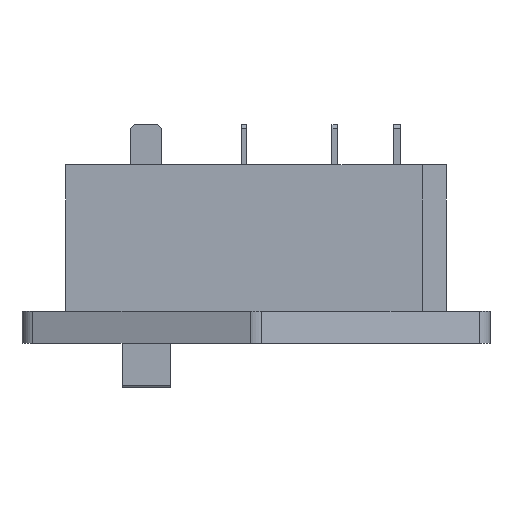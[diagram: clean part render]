
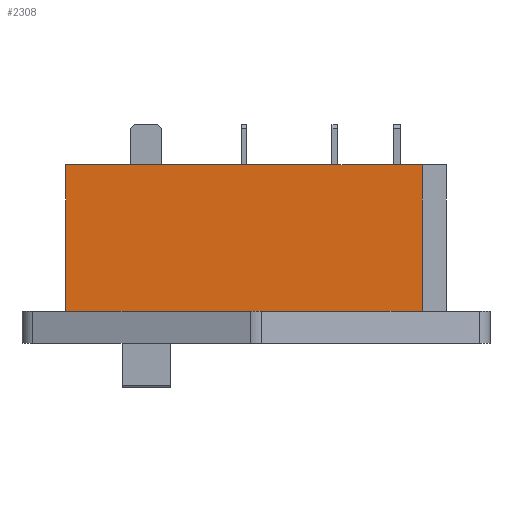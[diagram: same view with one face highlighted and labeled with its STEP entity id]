
A CAD part, front view. The second image highlights one B-rep face of the part: STEP entity #2308.
In plain terms, the highlighted planar face has unit normal (0, -1, 0).
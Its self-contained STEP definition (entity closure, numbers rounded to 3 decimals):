
#106 = DIRECTION ( 'NONE',  ( 1., 0., 0. ) ) ;
#117 = DIRECTION ( 'NONE',  ( 0., 0., 1. ) ) ;
#222 = AXIS2_PLACEMENT_3D ( 'NONE', #1083, #1325, #3054 ) ;
#237 = LINE ( 'NONE', #2362, #815 ) ;
#351 = CARTESIAN_POINT ( 'NONE',  ( -23.65, -13.5, 0. ) ) ;
#373 = DIRECTION ( 'NONE',  ( 0., 0., -1. ) ) ;
#439 = CARTESIAN_POINT ( 'NONE',  ( -23.65, -13.5, 18.2 ) ) ;
#666 = LINE ( 'NONE', #2338, #3210 ) ;
#716 = VERTEX_POINT ( 'NONE', #1871 ) ;
#740 = EDGE_CURVE ( 'NONE', #3087, #2008, #237, .T. ) ;
#815 = VECTOR ( 'NONE', #1870, 1000. ) ;
#829 = PLANE ( 'NONE',  #222 ) ;
#1083 = CARTESIAN_POINT ( 'NONE',  ( -23.65, -13.5, 18.2 ) ) ;
#1154 = EDGE_CURVE ( 'NONE', #3087, #2391, #666, .T. ) ;
#1177 = EDGE_CURVE ( 'NONE', #2391, #716, #2636, .T. ) ;
#1197 = EDGE_CURVE ( 'NONE', #716, #2008, #2036, .T. ) ;
#1243 = VECTOR ( 'NONE', #117, 1000. ) ;
#1312 = VECTOR ( 'NONE', #106, 1000. ) ;
#1325 = DIRECTION ( 'NONE',  ( 0., 1., 0. ) ) ;
#1851 = CARTESIAN_POINT ( 'NONE',  ( -23.65, -13.5, 0. ) ) ;
#1870 = DIRECTION ( 'NONE',  ( 1., 0., 0. ) ) ;
#1871 = CARTESIAN_POINT ( 'NONE',  ( 20.65, -13.5, 0. ) ) ;
#1955 = ORIENTED_EDGE ( 'NONE', *, *, #1154, .T. ) ;
#2008 = VERTEX_POINT ( 'NONE', #3124 ) ;
#2036 = LINE ( 'NONE', #2603, #1243 ) ;
#2231 = ORIENTED_EDGE ( 'NONE', *, *, #740, .F. ) ;
#2299 = ORIENTED_EDGE ( 'NONE', *, *, #1197, .T. ) ;
#2308 = ADVANCED_FACE ( 'NONE', ( #3062 ), #829, .F. ) ;
#2338 = CARTESIAN_POINT ( 'NONE',  ( -23.65, -13.5, 18.2 ) ) ;
#2362 = CARTESIAN_POINT ( 'NONE',  ( -23.65, -13.5, 18.2 ) ) ;
#2391 = VERTEX_POINT ( 'NONE', #351 ) ;
#2603 = CARTESIAN_POINT ( 'NONE',  ( 20.65, -13.5, 18.2 ) ) ;
#2636 = LINE ( 'NONE', #1851, #1312 ) ;
#3016 = EDGE_LOOP ( 'NONE', ( #3173, #2299, #2231, #1955 ) ) ;
#3054 = DIRECTION ( 'NONE',  ( 0., 0., 1. ) ) ;
#3062 = FACE_OUTER_BOUND ( 'NONE', #3016, .T. ) ;
#3087 = VERTEX_POINT ( 'NONE', #439 ) ;
#3124 = CARTESIAN_POINT ( 'NONE',  ( 20.65, -13.5, 18.2 ) ) ;
#3173 = ORIENTED_EDGE ( 'NONE', *, *, #1177, .T. ) ;
#3210 = VECTOR ( 'NONE', #373, 1000. ) ;
